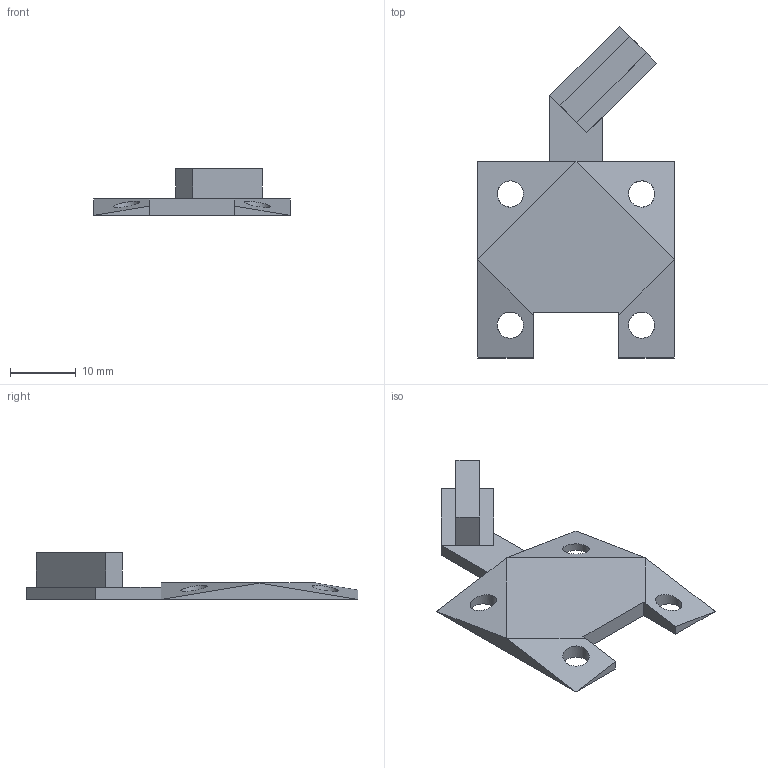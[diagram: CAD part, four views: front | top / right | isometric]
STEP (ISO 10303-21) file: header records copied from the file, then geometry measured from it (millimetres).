
FILE_DESCRIPTION(/* description */ (''),/* implementation_level */ '2;1');
FILE_NAME(/* name */ 'pins faceing up v2.step',/* time_stamp */ '2022-11-01T13:09:45-06:00',/* author */ (''),/* organization */ (''),/* preprocessor_version */ 'ST-DEVELOPER v19.2',/* originating_system */ 'Autodesk Translation Framework v11.17.0.187',/* authorisation */ '');
FILE_SCHEMA (('AUTOMOTIVE_DESIGN { 1 0 10303 214 3 1 1 }'));
Length unit declared in the file: millimetre
Products named in the file (1): pins faceing up
Bounding box: 30 x 50.61 x 7.13 mm (x, y, z)
Volume: 2064.7 mm3; surface area: 2613 mm2
Topology: 1 solids, 1 shells, 39 faces, 95 edges, 59 vertices
Faces by surface type: plane 35, cylinder 4
Full cylindrical faces by diameter (mm): 4 x4
Entity records: 1162 total; most frequent: CARTESIAN_POINT 194, ORIENTED_EDGE 190, DIRECTION 183, EDGE_CURVE 95, LINE 87, VECTOR 87, VERTEX_POINT 59, EDGE_LOOP 48
